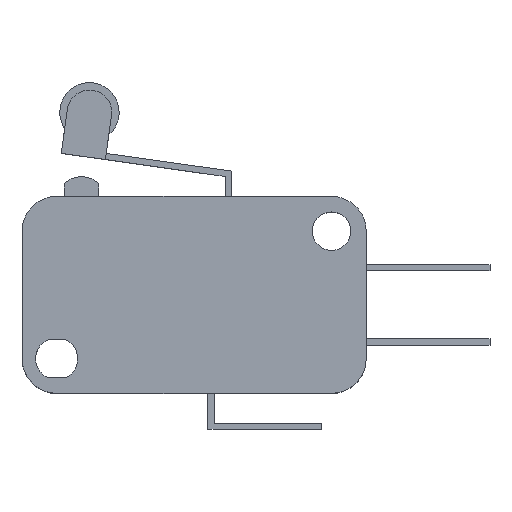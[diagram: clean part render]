
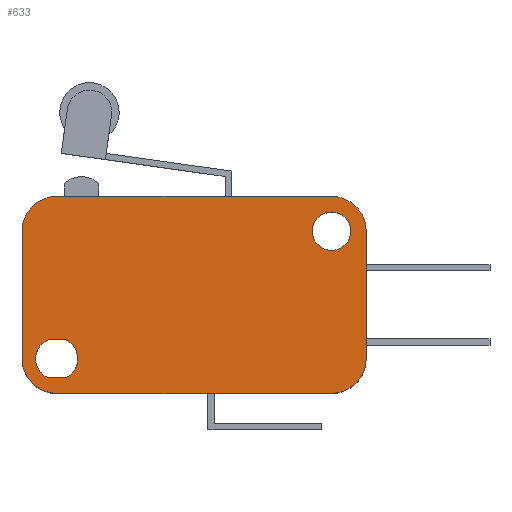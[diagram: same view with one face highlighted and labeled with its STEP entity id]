
A CAD part, top view. The second image highlights one B-rep face of the part: STEP entity #633.
In plain terms, the highlighted planar face has unit normal (0, 0, 1).
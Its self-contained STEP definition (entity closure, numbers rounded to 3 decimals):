
#633=ADVANCED_FACE('NONE',(#1357,#1358,#1359),#1360,.T.);
#701=VERTEX_POINT('',#1462);
#709=VERTEX_POINT('NONE',#1470);
#713=EDGE_CURVE('NONE',#709,#701,#1474,.T.);
#721=VERTEX_POINT('NONE',#1482);
#725=VERTEX_POINT('NONE',#1486);
#727=EDGE_CURVE('NONE',#721,#725,#1488,.T.);
#737=VERTEX_POINT('NONE',#1498);
#741=VERTEX_POINT('NONE',#1502);
#743=EDGE_CURVE('NONE',#737,#741,#1504,.T.);
#753=VERTEX_POINT('NONE',#1514);
#757=VERTEX_POINT('NONE',#1518);
#759=EDGE_CURVE('NONE',#757,#753,#1520,.T.);
#779=VERTEX_POINT('NONE',#1540);
#781=VERTEX_POINT('NONE',#1542);
#783=EDGE_CURVE('NONE',#779,#781,#1544,.T.);
#811=VERTEX_POINT('NONE',#1572);
#813=VERTEX_POINT('NONE',#1574);
#815=EDGE_CURVE('NONE',#811,#813,#1576,.T.);
#859=VERTEX_POINT('NONE',#1620);
#861=VERTEX_POINT('NONE',#1622);
#863=EDGE_CURVE('NONE',#859,#861,#1624,.T.);
#875=EDGE_CURVE('NONE',#753,#859,#1636,.T.);
#877=EDGE_CURVE('NONE',#861,#779,#1638,.T.);
#879=EDGE_CURVE('NONE',#781,#811,#1640,.T.);
#881=EDGE_CURVE('NONE',#813,#757,#1642,.T.);
#883=EDGE_CURVE('NONE',#725,#709,#1644,.T.);
#885=VERTEX_POINT('NONE',#1646);
#887=EDGE_CURVE('NONE',#885,#721,#1648,.T.);
#889=VERTEX_POINT('NONE',#1650);
#891=EDGE_CURVE('NONE',#889,#885,#1652,.T.);
#893=EDGE_CURVE('NONE',#701,#889,#1654,.T.);
#895=EDGE_CURVE('NONE',#741,#737,#1656,.T.);
#1357=FACE_OUTER_BOUND('',#2217,.T.);
#1358=FACE_BOUND('',#2218,.T.);
#1359=FACE_BOUND('',#2219,.T.);
#1360=PLANE('',#2220);
#1462=CARTESIAN_POINT('',(-23.9,-10.3,5.15));
#1470=CARTESIAN_POINT('',(-22.898,-8.75,5.15));
#1474=CIRCLE('',#2340,1.7);
#1482=CARTESIAN_POINT('',(-20.5,-10.3,5.15));
#1486=CARTESIAN_POINT('',(-21.502,-8.75,5.15));
#1488=CIRCLE('',#2358,1.7);
#1498=CARTESIAN_POINT('',(-1.55,0.,5.15));
#1502=CARTESIAN_POINT('',(1.55,0.0,5.15));
#1504=CIRCLE('',#2380,1.55);
#1514=CARTESIAN_POINT('',(-22.2,2.8,5.15));
#1518=CARTESIAN_POINT('',(0.0,2.8,5.15));
#1520=LINE('',#2403,#2404);
#1540=CARTESIAN_POINT('',(-22.2,-13.1,5.15));
#1542=CARTESIAN_POINT('',(0.,-13.1,5.15));
#1544=LINE('',#2439,#2440);
#1572=CARTESIAN_POINT('',(2.8,-10.3,5.15));
#1574=CARTESIAN_POINT('',(2.8,0.,5.15));
#1576=LINE('',#2487,#2488);
#1620=CARTESIAN_POINT('',(-25.0,0.,5.15));
#1622=CARTESIAN_POINT('',(-25.0,-10.3,5.15));
#1624=LINE('',#2559,#2560);
#1636=CIRCLE('',#2579,2.8);
#1638=CIRCLE('',#2582,2.8);
#1640=CIRCLE('',#2585,2.8);
#1642=CIRCLE('',#2588,2.8);
#1644=LINE('',#2591,#2592);
#1646=CARTESIAN_POINT('',(-21.502,-11.85,5.15));
#1648=CIRCLE('',#2597,1.7);
#1650=CARTESIAN_POINT('',(-22.898,-11.85,5.15));
#1652=LINE('',#2602,#2603);
#1654=CIRCLE('',#2606,1.7);
#1656=CIRCLE('',#2609,1.55);
#2217=EDGE_LOOP('',(#3223,#3224,#3225,#3226,#3227,#3228,#3229,#3230));
#2218=EDGE_LOOP('',(#3231,#3232,#3233,#3234,#3235,#3236));
#2219=EDGE_LOOP('',(#3237,#3238));
#2220=AXIS2_PLACEMENT_3D('',#3239,#3240,#3241);
#2340=AXIS2_PLACEMENT_3D('',#3519,#3520,#3521);
#2358=AXIS2_PLACEMENT_3D('',#3526,#3527,#3528);
#2380=AXIS2_PLACEMENT_3D('',#3534,#3535,#3536);
#2403=CARTESIAN_POINT('',(-25.0,2.8,5.15));
#2404=VECTOR('',#3540,1000.0);
#2439=CARTESIAN_POINT('',(-25.0,-13.1,5.15));
#2440=VECTOR('',#3546,1000.0);
#2487=CARTESIAN_POINT('',(2.8,2.8,5.15));
#2488=VECTOR('',#3554,1000.0);
#2559=CARTESIAN_POINT('',(-25.0,2.8,5.15));
#2560=VECTOR('',#3566,1000.0);
#2579=AXIS2_PLACEMENT_3D('',#3570,#3571,#3572);
#2582=AXIS2_PLACEMENT_3D('',#3573,#3574,#3575);
#2585=AXIS2_PLACEMENT_3D('',#3576,#3577,#3578);
#2588=AXIS2_PLACEMENT_3D('',#3579,#3580,#3581);
#2591=CARTESIAN_POINT('',(-22.898,-8.75,5.15));
#2592=VECTOR('',#3582,1000.0);
#2597=AXIS2_PLACEMENT_3D('',#3583,#3584,#3585);
#2602=CARTESIAN_POINT('',(-22.898,-11.85,5.15));
#2603=VECTOR('',#3586,1000.0);
#2606=AXIS2_PLACEMENT_3D('',#3587,#3588,#3589);
#2609=AXIS2_PLACEMENT_3D('',#3590,#3591,#3592);
#3223=ORIENTED_EDGE('',*,*,#759,.T.);
#3224=ORIENTED_EDGE('',*,*,#875,.T.);
#3225=ORIENTED_EDGE('',*,*,#863,.T.);
#3226=ORIENTED_EDGE('',*,*,#877,.T.);
#3227=ORIENTED_EDGE('',*,*,#783,.T.);
#3228=ORIENTED_EDGE('',*,*,#879,.T.);
#3229=ORIENTED_EDGE('',*,*,#815,.T.);
#3230=ORIENTED_EDGE('',*,*,#881,.T.);
#3231=ORIENTED_EDGE('',*,*,#713,.F.);
#3232=ORIENTED_EDGE('',*,*,#883,.F.);
#3233=ORIENTED_EDGE('',*,*,#727,.F.);
#3234=ORIENTED_EDGE('',*,*,#887,.F.);
#3235=ORIENTED_EDGE('',*,*,#891,.F.);
#3236=ORIENTED_EDGE('',*,*,#893,.F.);
#3237=ORIENTED_EDGE('',*,*,#895,.F.);
#3238=ORIENTED_EDGE('',*,*,#743,.F.);
#3239=CARTESIAN_POINT('',(-25.0,2.8,5.15));
#3240=DIRECTION('',(0.0,0.0,1.0));
#3241=DIRECTION('',(1.0,-0.0,0.0));
#3519=CARTESIAN_POINT('',(-22.2,-10.3,5.15));
#3520=DIRECTION('',(0.0,0.0,1.0));
#3521=DIRECTION('',(1.0,0.0,0.0));
#3526=CARTESIAN_POINT('',(-22.2,-10.3,5.15));
#3527=DIRECTION('',(0.0,0.0,1.0));
#3528=DIRECTION('',(1.0,0.0,0.0));
#3534=CARTESIAN_POINT('',(0.0,0.0,5.15));
#3535=DIRECTION('',(0.0,0.0,1.0));
#3536=DIRECTION('',(1.0,0.0,0.0));
#3540=DIRECTION('',(-1.0,0.0,0.0));
#3546=DIRECTION('',(1.0,0.,0.0));
#3554=DIRECTION('',(0.,1.0,0.0));
#3566=DIRECTION('',(0.,-1.0,0.0));
#3570=CARTESIAN_POINT('',(-22.2,0.,5.15));
#3571=DIRECTION('',(0.0,0.0,1.0));
#3572=DIRECTION('',(1.0,0.0,0.0));
#3573=CARTESIAN_POINT('',(-22.2,-10.3,5.15));
#3574=DIRECTION('',(0.0,0.0,1.0));
#3575=DIRECTION('',(1.0,0.0,0.0));
#3576=CARTESIAN_POINT('',(0.,-10.3,5.15));
#3577=DIRECTION('',(0.0,0.0,1.0));
#3578=DIRECTION('',(1.0,0.0,0.0));
#3579=CARTESIAN_POINT('',(0.0,0.,5.15));
#3580=DIRECTION('',(0.0,0.0,1.0));
#3581=DIRECTION('',(1.0,0.0,0.0));
#3582=DIRECTION('',(-1.0,0.0,0.0));
#3583=CARTESIAN_POINT('',(-22.2,-10.3,5.15));
#3584=DIRECTION('',(0.0,0.0,1.0));
#3585=DIRECTION('',(1.0,0.0,0.0));
#3586=DIRECTION('',(1.0,0.0,0.0));
#3587=CARTESIAN_POINT('',(-22.2,-10.3,5.15));
#3588=DIRECTION('',(0.0,0.0,1.0));
#3589=DIRECTION('',(1.0,0.0,0.0));
#3590=CARTESIAN_POINT('',(0.0,0.0,5.15));
#3591=DIRECTION('',(0.0,0.0,1.0));
#3592=DIRECTION('',(1.0,0.0,0.0));
